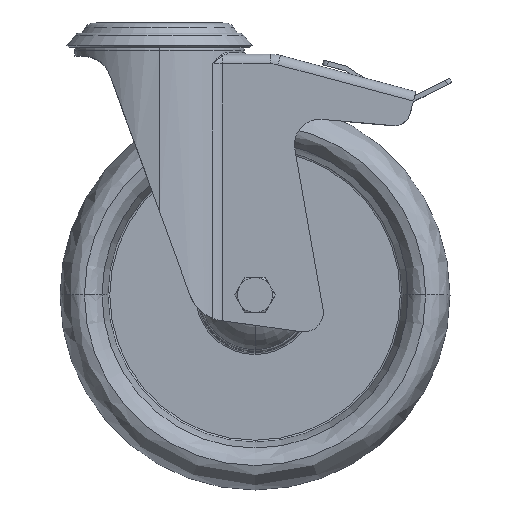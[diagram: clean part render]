
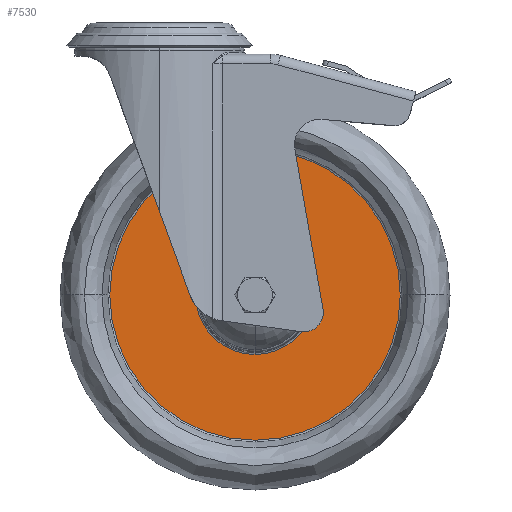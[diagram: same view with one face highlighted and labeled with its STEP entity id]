
A CAD part, top view. The second image highlights one B-rep face of the part: STEP entity #7530.
In plain terms, the highlighted planar face has unit normal (0, 0, 1).
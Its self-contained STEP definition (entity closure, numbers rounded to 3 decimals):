
#28 = CARTESIAN_POINT ( 'NONE',  ( 39.777, -120.692, -61.25 ) ) ;
#37 = CIRCLE ( 'NONE', #7294, 30.497 ) ;
#72 = ORIENTED_EDGE ( 'NONE', *, *, #6461, .F. ) ;
#235 = AXIS2_PLACEMENT_3D ( 'NONE', #5949, #8034, #4537 ) ;
#424 = VERTEX_POINT ( 'NONE', #15070 ) ;
#920 = VERTEX_POINT ( 'NONE', #12063 ) ;
#1283 = DIRECTION ( 'NONE',  ( 0., 1., 0. ) ) ;
#2001 = CARTESIAN_POINT ( 'NONE',  ( 39.777, -195.169, -61.25 ) ) ;
#2249 = ORIENTED_EDGE ( 'NONE', *, *, #14323, .F. ) ;
#2263 = PLANE ( 'NONE',  #235 ) ;
#2773 = CARTESIAN_POINT ( 'NONE',  ( 39.777, -120.692, -61.25 ) ) ;
#2790 = EDGE_LOOP ( 'NONE', ( #2249, #72 ) ) ;
#2852 = AXIS2_PLACEMENT_3D ( 'NONE', #28, #13457, #1283 ) ;
#2935 = ORIENTED_EDGE ( 'NONE', *, *, #11758, .T. ) ;
#3008 = EDGE_CURVE ( 'NONE', #920, #15487, #13099, .T. ) ;
#4350 = CIRCLE ( 'NONE', #2852, 74.476 ) ;
#4537 = DIRECTION ( 'NONE',  ( 0., -1., 0. ) ) ;
#4846 = AXIS2_PLACEMENT_3D ( 'NONE', #2773, #6369, #8800 ) ;
#4906 = CARTESIAN_POINT ( 'NONE',  ( 39.777, -120.692, -61.25 ) ) ;
#4990 = DIRECTION ( 'NONE',  ( 0., 0., 1. ) ) ;
#5091 = VERTEX_POINT ( 'NONE', #10215 ) ;
#5949 = CARTESIAN_POINT ( 'NONE',  ( -34.699, -120.692, -61.25 ) ) ;
#6005 = CIRCLE ( 'NONE', #11521, 30.497 ) ;
#6369 = DIRECTION ( 'NONE',  ( 0., 0., 1. ) ) ;
#6461 = EDGE_CURVE ( 'NONE', #5091, #424, #6005, .T. ) ;
#6799 = FACE_OUTER_BOUND ( 'NONE', #11033, .T. ) ;
#7291 = DIRECTION ( 'NONE',  ( 0., 0., 1. ) ) ;
#7294 = AXIS2_PLACEMENT_3D ( 'NONE', #4906, #7291, #9913 ) ;
#7530 = ADVANCED_FACE ( 'NONE', ( #10277, #6799 ), #2263, .F. ) ;
#8034 = DIRECTION ( 'NONE',  ( 0., 0., -1. ) ) ;
#8800 = DIRECTION ( 'NONE',  ( 0., 1., 0. ) ) ;
#9913 = DIRECTION ( 'NONE',  ( 0., 1., 0. ) ) ;
#10215 = CARTESIAN_POINT ( 'NONE',  ( 39.777, -151.19, -61.25 ) ) ;
#10277 = FACE_BOUND ( 'NONE', #2790, .T. ) ;
#10858 = DIRECTION ( 'NONE',  ( 0., 1., 0. ) ) ;
#11033 = EDGE_LOOP ( 'NONE', ( #15317, #2935 ) ) ;
#11521 = AXIS2_PLACEMENT_3D ( 'NONE', #11956, #4990, #10858 ) ;
#11758 = EDGE_CURVE ( 'NONE', #15487, #920, #4350, .T. ) ;
#11956 = CARTESIAN_POINT ( 'NONE',  ( 39.777, -120.692, -61.25 ) ) ;
#12063 = CARTESIAN_POINT ( 'NONE',  ( 39.777, -46.216, -61.25 ) ) ;
#13099 = CIRCLE ( 'NONE', #4846, 74.476 ) ;
#13457 = DIRECTION ( 'NONE',  ( 0., 0., 1. ) ) ;
#14323 = EDGE_CURVE ( 'NONE', #424, #5091, #37, .T. ) ;
#15070 = CARTESIAN_POINT ( 'NONE',  ( 39.777, -90.195, -61.25 ) ) ;
#15317 = ORIENTED_EDGE ( 'NONE', *, *, #3008, .T. ) ;
#15487 = VERTEX_POINT ( 'NONE', #2001 ) ;
